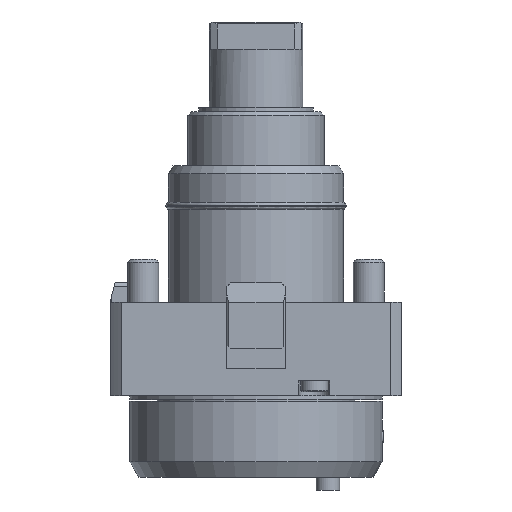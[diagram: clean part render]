
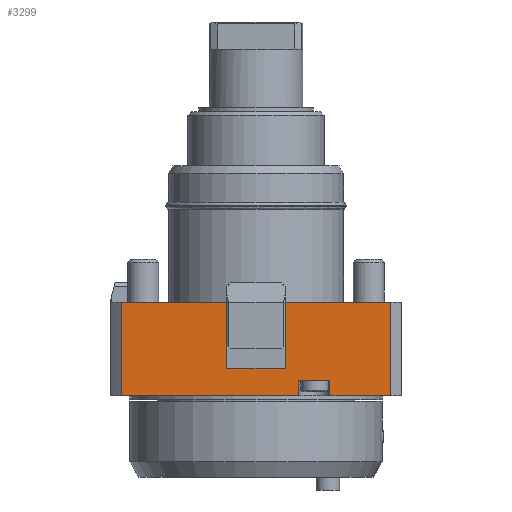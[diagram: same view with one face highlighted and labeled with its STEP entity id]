
A CAD part, left-side view. The second image highlights one B-rep face of the part: STEP entity #3299.
In plain terms, the highlighted planar face has unit normal (-1, 0, 0).
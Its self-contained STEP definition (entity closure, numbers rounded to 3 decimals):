
#89=PLANE('',#3503);
#215=FACE_OUTER_BOUND('',#391,.T.);
#391=EDGE_LOOP('',(#2316,#2317,#2318,#2319,#2320,#2321,#2322,#2323,#2324,
#2325,#2326,#2327));
#600=LINE('',#4884,#961);
#601=LINE('',#4886,#962);
#602=LINE('',#4888,#963);
#603=LINE('',#4890,#964);
#604=LINE('',#4892,#965);
#605=LINE('',#4894,#966);
#606=LINE('',#4896,#967);
#607=LINE('',#4898,#968);
#608=LINE('',#4900,#969);
#609=LINE('',#4902,#970);
#610=LINE('',#4904,#971);
#611=LINE('',#4905,#972);
#961=VECTOR('',#3852,10.);
#962=VECTOR('',#3853,10.);
#963=VECTOR('',#3854,10.);
#964=VECTOR('',#3855,10.);
#965=VECTOR('',#3856,10.);
#966=VECTOR('',#3857,10.);
#967=VECTOR('',#3858,10.);
#968=VECTOR('',#3859,10.);
#969=VECTOR('',#3860,10.);
#970=VECTOR('',#3861,10.);
#971=VECTOR('',#3862,10.);
#972=VECTOR('',#3863,10.);
#1459=VERTEX_POINT('',#4882);
#1460=VERTEX_POINT('',#4883);
#1461=VERTEX_POINT('',#4885);
#1462=VERTEX_POINT('',#4887);
#1463=VERTEX_POINT('',#4889);
#1464=VERTEX_POINT('',#4891);
#1465=VERTEX_POINT('',#4893);
#1466=VERTEX_POINT('',#4895);
#1467=VERTEX_POINT('',#4897);
#1468=VERTEX_POINT('',#4899);
#1469=VERTEX_POINT('',#4901);
#1470=VERTEX_POINT('',#4903);
#1803=EDGE_CURVE('',#1459,#1460,#600,.T.);
#1804=EDGE_CURVE('',#1461,#1460,#601,.T.);
#1805=EDGE_CURVE('',#1461,#1462,#602,.T.);
#1806=EDGE_CURVE('',#1462,#1463,#603,.T.);
#1807=EDGE_CURVE('',#1463,#1464,#604,.T.);
#1808=EDGE_CURVE('',#1464,#1465,#605,.T.);
#1809=EDGE_CURVE('',#1465,#1466,#606,.T.);
#1810=EDGE_CURVE('',#1466,#1467,#607,.T.);
#1811=EDGE_CURVE('',#1467,#1468,#608,.T.);
#1812=EDGE_CURVE('',#1468,#1469,#609,.T.);
#1813=EDGE_CURVE('',#1469,#1470,#610,.T.);
#1814=EDGE_CURVE('',#1470,#1459,#611,.T.);
#2316=ORIENTED_EDGE('',*,*,#1803,.T.);
#2317=ORIENTED_EDGE('',*,*,#1804,.F.);
#2318=ORIENTED_EDGE('',*,*,#1805,.T.);
#2319=ORIENTED_EDGE('',*,*,#1806,.T.);
#2320=ORIENTED_EDGE('',*,*,#1807,.T.);
#2321=ORIENTED_EDGE('',*,*,#1808,.T.);
#2322=ORIENTED_EDGE('',*,*,#1809,.T.);
#2323=ORIENTED_EDGE('',*,*,#1810,.T.);
#2324=ORIENTED_EDGE('',*,*,#1811,.T.);
#2325=ORIENTED_EDGE('',*,*,#1812,.T.);
#2326=ORIENTED_EDGE('',*,*,#1813,.T.);
#2327=ORIENTED_EDGE('',*,*,#1814,.T.);
#3299=ADVANCED_FACE('',(#215),#89,.T.);
#3503=AXIS2_PLACEMENT_3D('',#4881,#3850,#3851);
#3850=DIRECTION('center_axis',(-1.,0.,0.));
#3851=DIRECTION('ref_axis',(0.,0.,1.));
#3852=DIRECTION('',(0.,0.,-1.));
#3853=DIRECTION('',(0.,-1.,0.));
#3854=DIRECTION('',(0.,0.,1.));
#3855=DIRECTION('',(0.,1.,0.));
#3856=DIRECTION('',(0.,0.,-1.));
#3857=DIRECTION('',(0.,-1.,0.));
#3858=DIRECTION('',(0.,0.,1.));
#3859=DIRECTION('',(0.,-1.,0.));
#3860=DIRECTION('',(0.,0.,-1.));
#3861=DIRECTION('',(0.,-1.,0.));
#3862=DIRECTION('',(0.,0.,1.));
#3863=DIRECTION('',(0.,1.,0.));
#4881=CARTESIAN_POINT('Origin',(-37.5,37.5,0.));
#4882=CARTESIAN_POINT('',(-37.5,-7.5,0.));
#4883=CARTESIAN_POINT('',(-37.5,-7.5,-17.));
#4884=CARTESIAN_POINT('',(-37.5,-7.5,0.));
#4885=CARTESIAN_POINT('',(-37.5,7.5,-17.));
#4886=CARTESIAN_POINT('',(-37.5,37.5,-17.));
#4887=CARTESIAN_POINT('',(-37.5,7.5,0.));
#4888=CARTESIAN_POINT('',(-37.5,7.5,0.));
#4889=CARTESIAN_POINT('',(-37.5,34.565,0.));
#4890=CARTESIAN_POINT('',(-37.5,-37.5,0.));
#4891=CARTESIAN_POINT('',(-37.5,34.565,-24.));
#4892=CARTESIAN_POINT('',(-37.5,34.565,-26.5));
#4893=CARTESIAN_POINT('',(-37.5,-11.,-24.));
#4894=CARTESIAN_POINT('',(-37.5,18.75,-24.));
#4895=CARTESIAN_POINT('',(-37.5,-11.,-20.2));
#4896=CARTESIAN_POINT('',(-37.5,-11.,-18.6));
#4897=CARTESIAN_POINT('',(-37.5,-19.,-20.2));
#4898=CARTESIAN_POINT('',(-37.5,11.25,-20.2));
#4899=CARTESIAN_POINT('',(-37.5,-19.,-24.));
#4900=CARTESIAN_POINT('',(-37.5,-19.,-18.6));
#4901=CARTESIAN_POINT('',(-37.5,-34.565,-24.));
#4902=CARTESIAN_POINT('',(-37.5,18.75,-24.));
#4903=CARTESIAN_POINT('',(-37.5,-34.565,0.));
#4904=CARTESIAN_POINT('',(-37.5,-34.565,0.));
#4905=CARTESIAN_POINT('',(-37.5,-37.5,0.));
